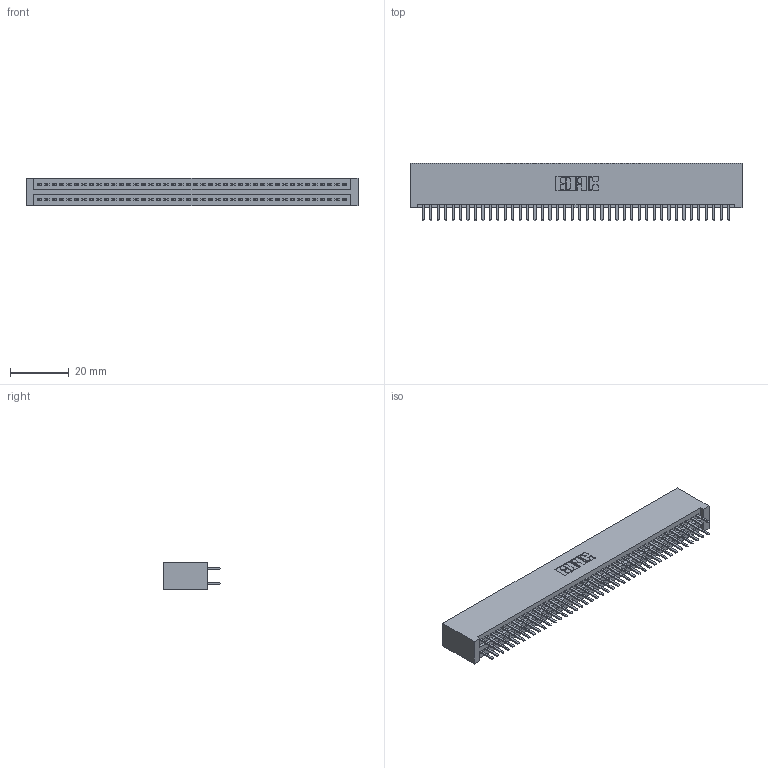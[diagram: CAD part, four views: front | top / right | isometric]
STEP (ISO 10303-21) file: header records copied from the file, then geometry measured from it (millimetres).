
FILE_DESCRIPTION (( 'STEP AP203' ), '1' );
FILE_NAME ('345-084-520-201.STEP', '2018-10-04T00:21:20', ( '' ), ( '' ), 'SwSTEP 2.0', 'SolidWorks 2016', '' );
FILE_SCHEMA (( 'CONFIG_CONTROL_DESIGN' ));
Length unit declared in the file: inch
Products named in the file (3): 345-084-520-201; 345 Part_No Mounting Lugs; 345-292-001_345-293-120
Assembly tree (85 placements, depth 2):
  345-084-520-201
    345 Part_No Mounting Lugs
    345-292-001_345-293-120  x84
Bounding box: 113.28 x 19.68 x 9.4 mm (x, y, z)
Volume: 11583.5 mm3; surface area: 17347.1 mm2
Topology: 85 solids, 85 shells, 4654 faces, 13505 edges, 8778 vertices
Faces by surface type: plane 3016, cylinder 1638
Entity records: 32791 total; most frequent: CARTESIAN_POINT 5508, ORIENTED_EDGE 5430, DIRECTION 4839, EDGE_CURVE 2715, VECTOR 2419, LINE 2419, VERTEX_POINT 1806, AXIS2_PLACEMENT_3D 1210
